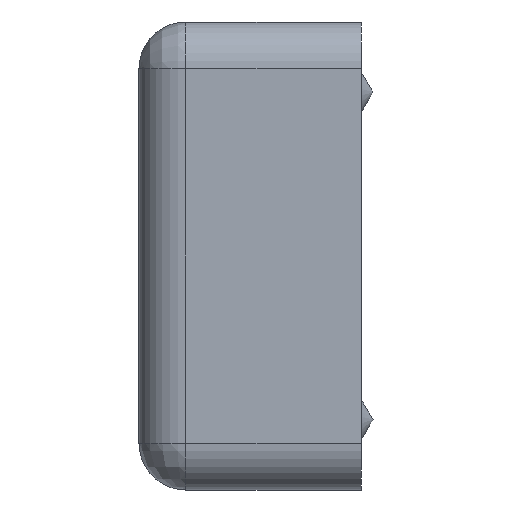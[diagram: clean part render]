
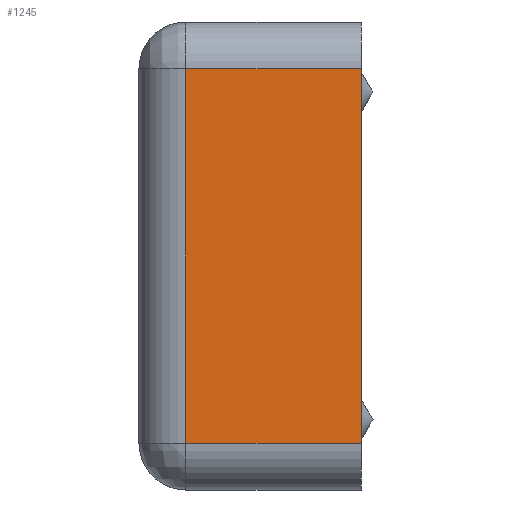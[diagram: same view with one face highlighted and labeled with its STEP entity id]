
A CAD part, left-side view. The second image highlights one B-rep face of the part: STEP entity #1245.
In plain terms, the highlighted planar face has unit normal (-1, 0, 0).
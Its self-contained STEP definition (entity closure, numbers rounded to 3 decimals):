
#1245=ADVANCED_FACE('',(#2656),#2657,.F.);
#2656=FACE_OUTER_BOUND('',#5675,.T.);
#2657=PLANE('',#5676);
#5675=EDGE_LOOP('',(#12017,#12018,#12019,#12020));
#5676=AXIS2_PLACEMENT_3D('',#12021,#12022,#12023);
#12017=ORIENTED_EDGE('',*,*,#16098,.F.);
#12018=ORIENTED_EDGE('',*,*,#16383,.F.);
#12019=ORIENTED_EDGE('',*,*,#16385,.F.);
#12020=ORIENTED_EDGE('',*,*,#15746,.F.);
#12021=CARTESIAN_POINT('',(-46.5,9.5,10.0));
#12022=DIRECTION('',(1.0,0.0,0.));
#12023=DIRECTION('',(0.,0.0,-1.0));
#15746=EDGE_CURVE('',#18090,#18092,#18093,.T.);
#16098=EDGE_CURVE('',#18677,#18090,#18679,.T.);
#16383=EDGE_CURVE('',#19059,#18677,#19061,.T.);
#16385=EDGE_CURVE('',#18092,#19059,#19063,.F.);
#18090=VERTEX_POINT('',#21964);
#18092=VERTEX_POINT('',#21966);
#18093=LINE('',#21967,#21968);
#18677=VERTEX_POINT('',#22978);
#18679=LINE('',#22980,#22981);
#19059=VERTEX_POINT('',#23717);
#19061=LINE('',#23719,#23720);
#19063=LINE('',#23722,#23723);
#21964=CARTESIAN_POINT('',(-46.5,7.5,-8.0));
#21966=CARTESIAN_POINT('',(-46.5,7.5,8.0));
#21967=CARTESIAN_POINT('',(-46.5,7.5,0.));
#21968=VECTOR('',#27348,1.0);
#22978=CARTESIAN_POINT('',(-46.5,0.,-8.0));
#22980=CARTESIAN_POINT('',(-46.5,9.5,-8.0));
#22981=VECTOR('',#27968,1.0);
#23717=CARTESIAN_POINT('',(-46.5,0.,8.0));
#23719=CARTESIAN_POINT('',(-46.5,0.0,10.0));
#23720=VECTOR('',#28414,1.0);
#23722=CARTESIAN_POINT('',(-46.5,9.5,8.0));
#23723=VECTOR('',#28418,1.0);
#27348=DIRECTION('',(0.,0.0,1.0));
#27968=DIRECTION('',(0.0,1.0,0.0));
#28414=DIRECTION('',(0.,0.0,-1.0));
#28418=DIRECTION('',(0.0,1.0,0.0));
